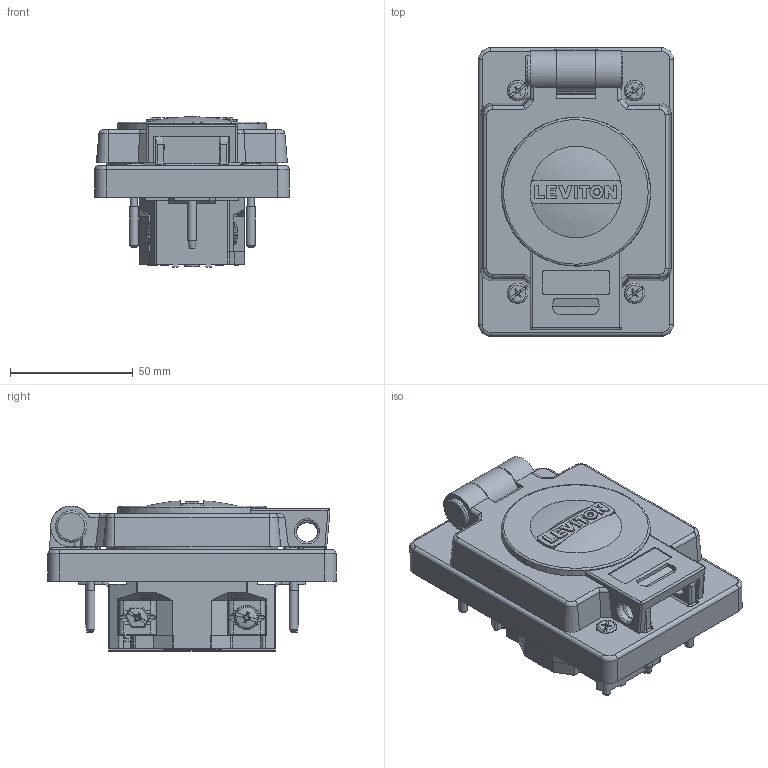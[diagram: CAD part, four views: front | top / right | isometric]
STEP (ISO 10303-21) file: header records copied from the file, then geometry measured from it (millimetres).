
FILE_DESCRIPTION (( 'STEP AP214' ), '1' );
FILE_NAME ('CATSTD-69W76-000-M01.STEP', '2023-04-03T13:39:10', ( '' ), ( '' ), 'SwSTEP 2.0', 'SolidWorks 2020', '' );
FILE_SCHEMA (( 'AUTOMOTIVE_DESIGN' ));
Length unit declared in the file: inch
Products named in the file (1): CATSTD-69W76-000-M01
Bounding box: 79.38 x 117.47 x 61.26 mm (x, y, z)
Volume: 258366.2 mm3; surface area: 87497.5 mm2
Topology: 11 solids, 33 shells, 3421 faces, 9432 edges, 6229 vertices
Faces by surface type: plane 2536, cylinder 518, bspline 181, cone 133, torus 43, sphere 10
Full cylindrical faces by diameter (mm): 0.762 x4, 2.362 x1, 2.658 x1, 2.769 x5, 2.946 x4, 3.404 x2, 3.505 x4, 3.607 x2, 4.218 x1, 4.343 x6, 4.775 x8, 4.801 x3, 5.156 x4, 5.234 x1, 5.537 x1, 5.664 x1, 5.842 x2, 5.882 x1, 6.858 x2, 7.874 x2, 8.128 x4, 8.255 x1, 8.382 x4, 8.687 x4, 10.668 x1, 11.151 x1, 12.08 x1, 12.751 x1, 69.95 x2
Entity records: 168031 total; most frequent: CARTESIAN_POINT 39358, ORIENTED_EDGE 18456, DIRECTION 15705, EDGE_CURVE 9228, LINE 6817, VECTOR 6817, VERTEX_POINT 6165, AXIS2_PLACEMENT_3D 4444
